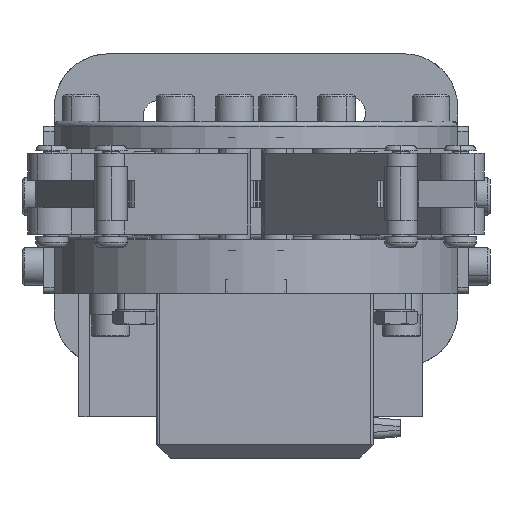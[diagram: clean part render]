
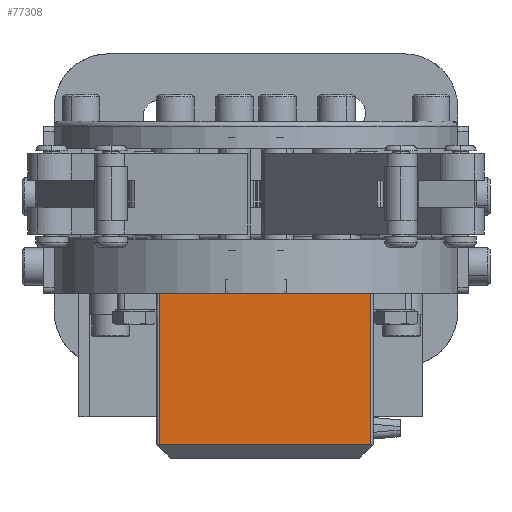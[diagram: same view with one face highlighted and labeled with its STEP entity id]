
A CAD part, front view. The second image highlights one B-rep face of the part: STEP entity #77308.
In plain terms, the highlighted free-form (B-spline) face has degree [1, 1] with [2, 2] control points.
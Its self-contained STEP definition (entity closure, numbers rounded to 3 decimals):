
#76296 = VERTEX_POINT('',#76297);
#76297 = CARTESIAN_POINT('',(38.423,33.008,
    5.943));
#77308 = ADVANCED_FACE('',(#77309),#77370,.F.);
#77309 = FACE_BOUND('',#77310,.T.);
#77310 = EDGE_LOOP('',(#77311,#77320,#77327,#77338,#77351,#77358,#77365)
  );
#77311 = ORIENTED_EDGE('',*,*,#77312,.F.);
#77312 = EDGE_CURVE('',#77313,#77315,#77317,.T.);
#77313 = VERTEX_POINT('',#77314);
#77314 = CARTESIAN_POINT('',(48.075,33.008,
    5.496));
#77315 = VERTEX_POINT('',#77316);
#77316 = CARTESIAN_POINT('',(48.075,33.008,
    -25.157));
#77317 = B_SPLINE_CURVE_WITH_KNOTS('',1,(#77318,#77319),.UNSPECIFIED.,
  .F.,.F.,(2,2),(-9.15,25.15),.PIECEWISE_BEZIER_KNOTS.);
#77318 = CARTESIAN_POINT('',(48.075,33.008,
    5.496));
#77319 = CARTESIAN_POINT('',(48.075,33.008,
    -25.157));
#77320 = ORIENTED_EDGE('',*,*,#77321,.F.);
#77321 = EDGE_CURVE('',#77322,#77313,#77324,.T.);
#77322 = VERTEX_POINT('',#77323);
#77323 = CARTESIAN_POINT('',(41.214,33.008,
    5.496));
#77324 = B_SPLINE_CURVE_WITH_KNOTS('',1,(#77325,#77326),.UNSPECIFIED.,
  .F.,.F.,(2,2),(-8.178,-0.5),.PIECEWISE_BEZIER_KNOTS.);
#77325 = CARTESIAN_POINT('',(41.214,33.008,
    5.496));
#77326 = CARTESIAN_POINT('',(48.075,33.008,
    5.496));
#77327 = ORIENTED_EDGE('',*,*,#77328,.F.);
#77328 = EDGE_CURVE('',#76296,#77322,#77329,.T.);
#77329 = B_SPLINE_CURVE_WITH_KNOTS('',3,(#77330,#77331,#77332,#77333,
    #77334,#77335,#77336,#77337),.UNSPECIFIED.,.F.,.F.,(4,2,2,4),(0.,0.5
    ,0.75,1.),.UNSPECIFIED.);
#77330 = CARTESIAN_POINT('',(38.423,33.008,
    5.943));
#77331 = CARTESIAN_POINT('',(38.884,33.008,
    5.837));
#77332 = CARTESIAN_POINT('',(39.343,33.008,
    5.731));
#77333 = CARTESIAN_POINT('',(40.039,33.008,
    5.605));
#77334 = CARTESIAN_POINT('',(40.271,33.008,
    5.568));
#77335 = CARTESIAN_POINT('',(40.74,33.008,
    5.514));
#77336 = CARTESIAN_POINT('',(40.975,33.008,
    5.496));
#77337 = CARTESIAN_POINT('',(41.214,33.008,
    5.496));
#77338 = ORIENTED_EDGE('',*,*,#77339,.F.);
#77339 = EDGE_CURVE('',#77340,#76296,#77342,.T.);
#77340 = VERTEX_POINT('',#77341);
#77341 = CARTESIAN_POINT('',(35.633,33.008,
    5.496));
#77342 = B_SPLINE_CURVE_WITH_KNOTS('',3,(#77343,#77344,#77345,#77346,
    #77347,#77348,#77349,#77350),.UNSPECIFIED.,.F.,.F.,(4,2,2,4),(0.,
    0.25,0.5,1.),.UNSPECIFIED.);
#77343 = CARTESIAN_POINT('',(35.633,33.008,
    5.496));
#77344 = CARTESIAN_POINT('',(35.871,33.008,
    5.496));
#77345 = CARTESIAN_POINT('',(36.107,33.008,
    5.514));
#77346 = CARTESIAN_POINT('',(36.575,33.008,
    5.568));
#77347 = CARTESIAN_POINT('',(36.808,33.008,
    5.605));
#77348 = CARTESIAN_POINT('',(37.503,33.008,
    5.731));
#77349 = CARTESIAN_POINT('',(37.962,33.008,
    5.837));
#77350 = CARTESIAN_POINT('',(38.423,33.008,
    5.943));
#77351 = ORIENTED_EDGE('',*,*,#77352,.F.);
#77352 = EDGE_CURVE('',#77353,#77340,#77355,.T.);
#77353 = VERTEX_POINT('',#77354);
#77354 = CARTESIAN_POINT('',(12.998,33.008,
    5.496));
#77355 = B_SPLINE_CURVE_WITH_KNOTS('',1,(#77356,#77357),.UNSPECIFIED.,
  .F.,.F.,(2,2),(-39.75,-14.422),.PIECEWISE_BEZIER_KNOTS.);
#77356 = CARTESIAN_POINT('',(12.998,33.008,
    5.496));
#77357 = CARTESIAN_POINT('',(35.633,33.008,
    5.496));
#77358 = ORIENTED_EDGE('',*,*,#77359,.F.);
#77359 = EDGE_CURVE('',#77360,#77353,#77362,.T.);
#77360 = VERTEX_POINT('',#77361);
#77361 = CARTESIAN_POINT('',(12.998,33.008,
    -25.157));
#77362 = B_SPLINE_CURVE_WITH_KNOTS('',1,(#77363,#77364),.UNSPECIFIED.,
  .F.,.F.,(2,2),(-25.15,9.15),.PIECEWISE_BEZIER_KNOTS.);
#77363 = CARTESIAN_POINT('',(12.998,33.008,
    -25.157));
#77364 = CARTESIAN_POINT('',(12.998,33.008,
    5.496));
#77365 = ORIENTED_EDGE('',*,*,#77366,.F.);
#77366 = EDGE_CURVE('',#77315,#77360,#77367,.T.);
#77367 = B_SPLINE_CURVE_WITH_KNOTS('',1,(#77368,#77369),.UNSPECIFIED.,
  .F.,.F.,(2,2),(0.5,39.75),.PIECEWISE_BEZIER_KNOTS.);
#77368 = CARTESIAN_POINT('',(48.075,33.008,
    -25.157));
#77369 = CARTESIAN_POINT('',(12.998,33.008,
    -25.157));
#77370 = B_SPLINE_SURFACE_WITH_KNOTS('',1,1,(
    (#77371,#77372)
    ,(#77373,#77374
  )),.UNSPECIFIED.,.F.,.F.,.F.,(2,2),(2,2),(0.5,39.75),(-25.15,9.65),
  .PIECEWISE_BEZIER_KNOTS.);
#77371 = CARTESIAN_POINT('',(48.075,33.008,
    -25.157));
#77372 = CARTESIAN_POINT('',(48.075,33.008,
    5.943));
#77373 = CARTESIAN_POINT('',(12.998,33.008,
    -25.157));
#77374 = CARTESIAN_POINT('',(12.998,33.008,
    5.943));
